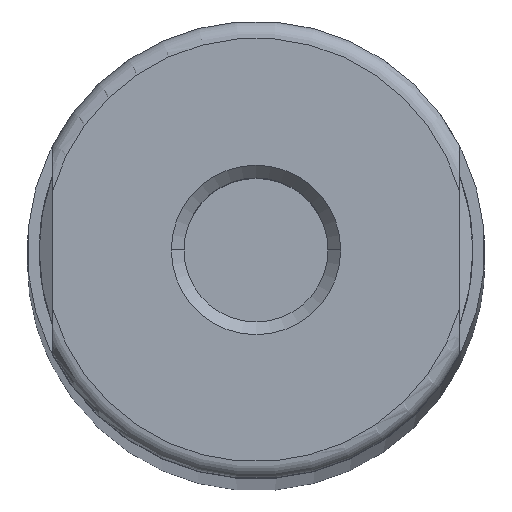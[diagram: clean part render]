
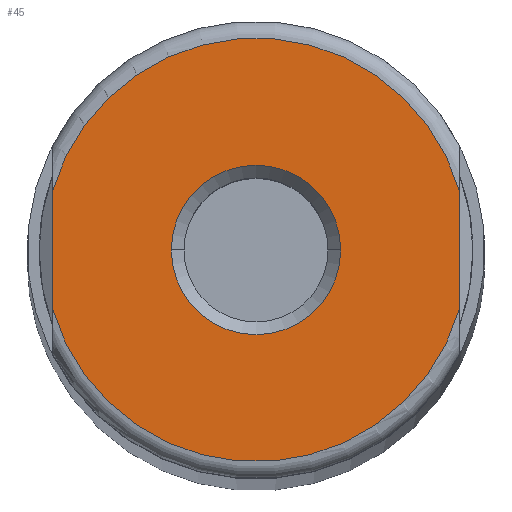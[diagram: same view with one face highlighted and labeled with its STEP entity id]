
A CAD part, top view. The second image highlights one B-rep face of the part: STEP entity #45.
In plain terms, the highlighted planar face has unit normal (0, 0, 1).
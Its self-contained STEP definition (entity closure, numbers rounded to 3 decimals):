
#19 = VERTEX_POINT ( 'NONE', #329 ) ;
#30 = EDGE_CURVE ( 'NONE', #19, #40, #580, .T. ) ;
#40 = VERTEX_POINT ( 'NONE', #602 ) ;
#45 = ADVANCED_FACE ( 'NONE', ( #596, #595 ), #490, .F. ) ;
#46 = EDGE_LOOP ( 'NONE', ( #186, #445 ) ) ;
#72 = EDGE_CURVE ( 'NONE', #88, #85, #691, .T. ) ;
#85 = VERTEX_POINT ( 'NONE', #653 ) ;
#88 = VERTEX_POINT ( 'NONE', #651 ) ;
#186 = ORIENTED_EDGE ( 'NONE', *, *, #187, .F. ) ;
#187 = EDGE_CURVE ( 'NONE', #85, #88, #701, .T. ) ;
#205 = ORIENTED_EDGE ( 'NONE', *, *, #219, .T. ) ;
#216 = VERTEX_POINT ( 'NONE', #906 ) ;
#219 = EDGE_CURVE ( 'NONE', #216, #19, #716, .T. ) ;
#220 = EDGE_CURVE ( 'NONE', #434, #40, #712, .T. ) ;
#226 = EDGE_LOOP ( 'NONE', ( #446, #205, #233, #234 ) ) ;
#233 = ORIENTED_EDGE ( 'NONE', *, *, #30, .T. ) ;
#234 = ORIENTED_EDGE ( 'NONE', *, *, #220, .F. ) ;
#329 = CARTESIAN_POINT ( 'NONE',  ( 12., 3.5, 0. ) ) ;
#433 = EDGE_CURVE ( 'NONE', #434, #216, #927, .T. ) ;
#434 = VERTEX_POINT ( 'NONE', #922 ) ;
#445 = ORIENTED_EDGE ( 'NONE', *, *, #72, .F. ) ;
#446 = ORIENTED_EDGE ( 'NONE', *, *, #433, .T. ) ;
#486 = DIRECTION ( 'NONE',  ( -1., 0., 0. ) ) ;
#487 = DIRECTION ( 'NONE',  ( 0., 0., -1. ) ) ;
#488 = CARTESIAN_POINT ( 'NONE',  ( 0., 0., 0. ) ) ;
#489 = AXIS2_PLACEMENT_3D ( 'NONE', #488, #487, #486 ) ;
#490 = PLANE ( 'NONE',  #489 ) ;
#576 = DIRECTION ( 'NONE',  ( 1., 0., 0. ) ) ;
#577 = DIRECTION ( 'NONE',  ( 0., 0., 1. ) ) ;
#578 = CARTESIAN_POINT ( 'NONE',  ( 0., 0., 0. ) ) ;
#579 = AXIS2_PLACEMENT_3D ( 'NONE', #578, #577, #576 ) ;
#580 = CIRCLE ( 'NONE', #579, 12.5 ) ;
#595 = FACE_OUTER_BOUND ( 'NONE', #226, .T. ) ;
#596 = FACE_BOUND ( 'NONE', #46, .T. ) ;
#602 = CARTESIAN_POINT ( 'NONE',  ( -12., 3.5, 0. ) ) ;
#651 = CARTESIAN_POINT ( 'NONE',  ( -5., 0., 0. ) ) ;
#653 = CARTESIAN_POINT ( 'NONE',  ( 5., 0., 0. ) ) ;
#687 = DIRECTION ( 'NONE',  ( 1., 0., 0. ) ) ;
#688 = DIRECTION ( 'NONE',  ( 0., 0., 1. ) ) ;
#689 = CARTESIAN_POINT ( 'NONE',  ( 0., 0., 0. ) ) ;
#690 = AXIS2_PLACEMENT_3D ( 'NONE', #689, #688, #687 ) ;
#691 = CIRCLE ( 'NONE', #690, 5. ) ;
#697 = DIRECTION ( 'NONE',  ( 1., 0., 0. ) ) ;
#698 = DIRECTION ( 'NONE',  ( 0., 0., 1. ) ) ;
#699 = CARTESIAN_POINT ( 'NONE',  ( 0., 0., 0. ) ) ;
#700 = AXIS2_PLACEMENT_3D ( 'NONE', #699, #698, #697 ) ;
#701 = CIRCLE ( 'NONE', #700, 5. ) ;
#709 = DIRECTION ( 'NONE',  ( 0., 1., 0. ) ) ;
#710 = VECTOR ( 'NONE', #709, 1000. ) ;
#711 = CARTESIAN_POINT ( 'NONE',  ( -12., -13.5, 0. ) ) ;
#712 = LINE ( 'NONE', #711, #710 ) ;
#713 = DIRECTION ( 'NONE',  ( 0., 1., 0. ) ) ;
#714 = VECTOR ( 'NONE', #713, 1000. ) ;
#715 = CARTESIAN_POINT ( 'NONE',  ( 12., -13.5, 0. ) ) ;
#716 = LINE ( 'NONE', #715, #714 ) ;
#906 = CARTESIAN_POINT ( 'NONE',  ( 12., -3.5, 0. ) ) ;
#922 = CARTESIAN_POINT ( 'NONE',  ( -12., -3.5, 0. ) ) ;
#923 = DIRECTION ( 'NONE',  ( 1., 0., 0. ) ) ;
#924 = DIRECTION ( 'NONE',  ( 0., 0., 1. ) ) ;
#925 = CARTESIAN_POINT ( 'NONE',  ( 0., 0., 0. ) ) ;
#926 = AXIS2_PLACEMENT_3D ( 'NONE', #925, #924, #923 ) ;
#927 = CIRCLE ( 'NONE', #926, 12.5 ) ;
